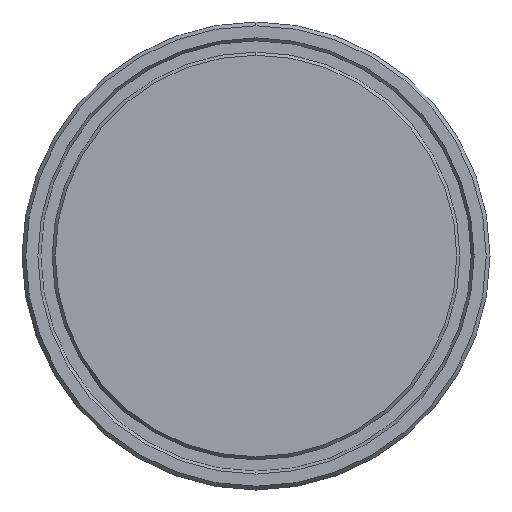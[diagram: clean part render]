
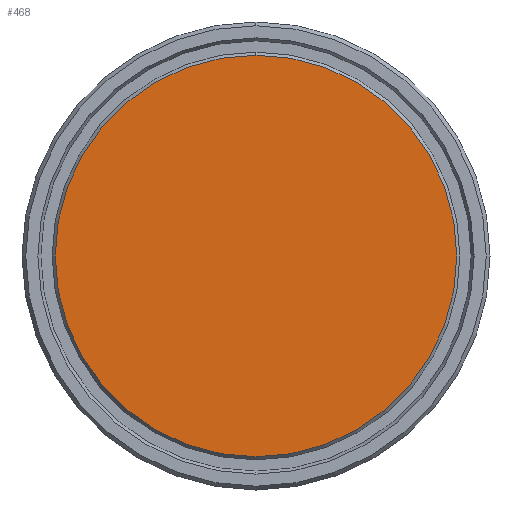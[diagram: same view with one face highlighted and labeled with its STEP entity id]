
A CAD part, left-side view. The second image highlights one B-rep face of the part: STEP entity #468.
In plain terms, the highlighted planar face has unit normal (-1, 0, 0).
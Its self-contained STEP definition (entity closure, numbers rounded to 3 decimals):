
#25 = CARTESIAN_POINT ( 'NONE',  ( -1.079, 0., 0. ) ) ;
#44 = DIRECTION ( 'NONE',  ( 0., 0., 1. ) ) ;
#57 = CIRCLE ( 'NONE', #155, 53.334 ) ;
#74 = PLANE ( 'NONE',  #310 ) ;
#148 = DIRECTION ( 'NONE',  ( -1., 0., 0. ) ) ;
#155 = AXIS2_PLACEMENT_3D ( 'NONE', #390, #148, #44 ) ;
#207 = ORIENTED_EDGE ( 'NONE', *, *, #305, .T. ) ;
#271 = VERTEX_POINT ( 'NONE', #604 ) ;
#277 = DIRECTION ( 'NONE',  ( 0., 0., -1. ) ) ;
#305 = EDGE_CURVE ( 'NONE', #271, #595, #57, .T. ) ;
#310 = AXIS2_PLACEMENT_3D ( 'NONE', #25, #496, #277 ) ;
#335 = AXIS2_PLACEMENT_3D ( 'NONE', #589, #430, #594 ) ;
#375 = CARTESIAN_POINT ( 'NONE',  ( -1.079, 0., -53.334 ) ) ;
#390 = CARTESIAN_POINT ( 'NONE',  ( -1.079, 0., 0. ) ) ;
#430 = DIRECTION ( 'NONE',  ( -1., 0., 0. ) ) ;
#431 = ORIENTED_EDGE ( 'NONE', *, *, #512, .T. ) ;
#468 = ADVANCED_FACE ( 'NONE', ( #525 ), #74, .F. ) ;
#480 = EDGE_LOOP ( 'NONE', ( #431, #207 ) ) ;
#496 = DIRECTION ( 'NONE',  ( 1., 0., 0. ) ) ;
#512 = EDGE_CURVE ( 'NONE', #595, #271, #628, .T. ) ;
#525 = FACE_OUTER_BOUND ( 'NONE', #480, .T. ) ;
#589 = CARTESIAN_POINT ( 'NONE',  ( -1.079, 0., 0. ) ) ;
#594 = DIRECTION ( 'NONE',  ( 0., 0., 1. ) ) ;
#595 = VERTEX_POINT ( 'NONE', #375 ) ;
#604 = CARTESIAN_POINT ( 'NONE',  ( -1.079, 0., 53.334 ) ) ;
#628 = CIRCLE ( 'NONE', #335, 53.334 ) ;
